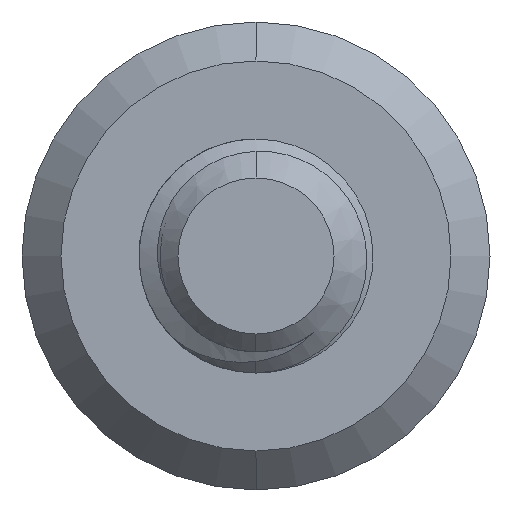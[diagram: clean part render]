
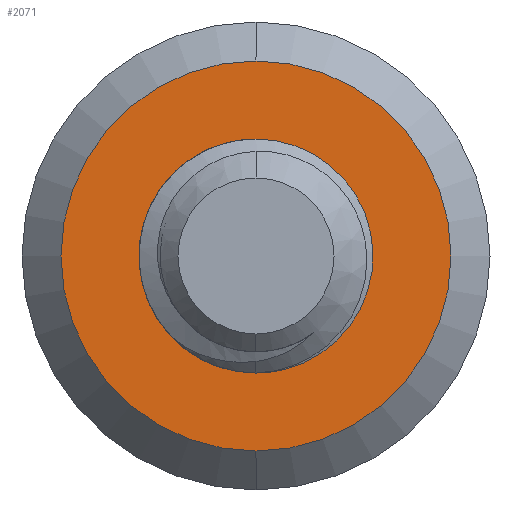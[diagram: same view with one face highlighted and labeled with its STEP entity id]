
A CAD part, left-side view. The second image highlights one B-rep face of the part: STEP entity #2071.
In plain terms, the highlighted planar face has unit normal (-1, 0, 0).
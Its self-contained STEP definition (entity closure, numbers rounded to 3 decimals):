
#45 = EDGE_CURVE ( 'NONE', #1332, #3663, #3015, .T. ) ;
#72 = CARTESIAN_POINT ( 'NONE',  ( 15., -2.536, -0.805 ) ) ;
#90 = CARTESIAN_POINT ( 'NONE',  ( 15., -2.463, 0.532 ) ) ;
#126 = AXIS2_PLACEMENT_3D ( 'NONE', #1749, #2346, #858 ) ;
#207 = CARTESIAN_POINT ( 'NONE',  ( 15., 1.921, 1.737 ) ) ;
#236 = CARTESIAN_POINT ( 'NONE',  ( 15., -0.791, 2.333 ) ) ;
#243 = CARTESIAN_POINT ( 'NONE',  ( 15., 2.659, 0.62 ) ) ;
#317 = B_SPLINE_CURVE_WITH_KNOTS ( 'NONE', 3,
 ( #3187, #2067, #3240, #1792, #868, #3222, #591, #236, #1718, #2892, #1775, #1408, #919, #1574, #3004, #341 ),
 .UNSPECIFIED., .F., .F.,
 ( 4, 2, 2, 2, 2, 2, 2, 4 ),
 ( 0., 0.001, 0.001, 0.002, 0.002, 0.003, 0.003, 0.004 ),
 .UNSPECIFIED. ) ;
#325 = EDGE_LOOP ( 'NONE', ( #3147, #1177 ) ) ;
#340 = DIRECTION ( 'NONE',  ( 0., 0., -1. ) ) ;
#341 = CARTESIAN_POINT ( 'NONE',  ( 15., 0.941, 2.272 ) ) ;
#392 = CARTESIAN_POINT ( 'NONE',  ( 15., -2.41, -1.234 ) ) ;
#417 = FACE_OUTER_BOUND ( 'NONE', #325, .T. ) ;
#437 = ORIENTED_EDGE ( 'NONE', *, *, #2521, .F. ) ;
#477 = ORIENTED_EDGE ( 'NONE', *, *, #779, .F. ) ;
#528 = CARTESIAN_POINT ( 'NONE',  ( 15., 2.228, 1.41 ) ) ;
#530 = DIRECTION ( 'NONE',  ( 0., 0., -1. ) ) ;
#591 = CARTESIAN_POINT ( 'NONE',  ( 15., -1.088, 2.211 ) ) ;
#630 = CARTESIAN_POINT ( 'NONE',  ( 15., 0., 0. ) ) ;
#658 = DIRECTION ( 'NONE',  ( 0., 0., 1. ) ) ;
#666 = VERTEX_POINT ( 'NONE', #3387 ) ;
#674 = AXIS2_PLACEMENT_3D ( 'NONE', #3592, #1281, #658 ) ;
#683 = CARTESIAN_POINT ( 'NONE',  ( 15., -2.567, 0.091 ) ) ;
#739 = CIRCLE ( 'NONE', #674, 3. ) ;
#762 = CARTESIAN_POINT ( 'NONE',  ( 15., 1.363, 2.119 ) ) ;
#779 = EDGE_CURVE ( 'NONE', #1811, #1994, #3778, .T. ) ;
#806 = EDGE_LOOP ( 'NONE', ( #1372, #477, #1097, #437 ) ) ;
#823 = CARTESIAN_POINT ( 'NONE',  ( 15., 3., 0. ) ) ;
#838 = CARTESIAN_POINT ( 'NONE',  ( 15., 0., -3. ) ) ;
#858 = DIRECTION ( 'NONE',  ( 0., 0., -1. ) ) ;
#868 = CARTESIAN_POINT ( 'NONE',  ( 15., -1.498, 1.957 ) ) ;
#910 = CARTESIAN_POINT ( 'NONE',  ( 15., -0.226, -2.98 ) ) ;
#919 = CARTESIAN_POINT ( 'NONE',  ( 15., 0.324, 2.443 ) ) ;
#931 = CARTESIAN_POINT ( 'NONE',  ( 15., -1.951, -2.003 ) ) ;
#1073 = CARTESIAN_POINT ( 'NONE',  ( 15., 2.576, 0.832 ) ) ;
#1097 = ORIENTED_EDGE ( 'NONE', *, *, #1859, .F. ) ;
#1177 = ORIENTED_EDGE ( 'NONE', *, *, #45, .T. ) ;
#1180 = EDGE_CURVE ( 'NONE', #1994, #2740, #739, .T. ) ;
#1207 = CARTESIAN_POINT ( 'NONE',  ( 15., 0., -3. ) ) ;
#1281 = DIRECTION ( 'NONE',  ( -1., 0., 0. ) ) ;
#1332 = VERTEX_POINT ( 'NONE', #2250 ) ;
#1372 = ORIENTED_EDGE ( 'NONE', *, *, #1180, .F. ) ;
#1383 = CARTESIAN_POINT ( 'NONE',  ( 15., 2.668, -1.148 ) ) ;
#1408 = CARTESIAN_POINT ( 'NONE',  ( 15., 0.162, 2.459 ) ) ;
#1416 = CARTESIAN_POINT ( 'NONE',  ( 15., 2.796, -0.037 ) ) ;
#1469 = B_SPLINE_CURVE_WITH_KNOTS ( 'NONE', 3,
 ( #1207, #910, #3016, #2402, #2731, #3575, #2096, #931, #2117, #2712, #392, #72, #3596, #1840, #683, #90, #3614, #1862 ),
 .UNSPECIFIED., .F., .F.,
 ( 4, 2, 2, 2, 2, 2, 2, 2, 4 ),
 ( 0., 0.001, 0.001, 0.002, 0.003, 0.003, 0.004, 0.005, 0.005 ),
 .UNSPECIFIED. ) ;
#1574 = CARTESIAN_POINT ( 'NONE',  ( 15., 0.637, 2.38 ) ) ;
#1718 = CARTESIAN_POINT ( 'NONE',  ( 15., -0.635, 2.381 ) ) ;
#1749 = CARTESIAN_POINT ( 'NONE',  ( 15., 0., 0. ) ) ;
#1775 = CARTESIAN_POINT ( 'NONE',  ( 15., -0.161, 2.459 ) ) ;
#1792 = CARTESIAN_POINT ( 'NONE',  ( 15., -1.624, 1.853 ) ) ;
#1811 = VERTEX_POINT ( 'NONE', #3258 ) ;
#1840 = CARTESIAN_POINT ( 'NONE',  ( 15., -2.587, -0.131 ) ) ;
#1859 = EDGE_CURVE ( 'NONE', #666, #1811, #317, .T. ) ;
#1862 = CARTESIAN_POINT ( 'NONE',  ( 15., -2.272, 0.941 ) ) ;
#1964 = CARTESIAN_POINT ( 'NONE',  ( 15., 2.797, -0.489 ) ) ;
#1983 = CARTESIAN_POINT ( 'NONE',  ( 15., 2.267, -1.948 ) ) ;
#1984 = AXIS2_PLACEMENT_3D ( 'NONE', #630, #2981, #340 ) ;
#1994 = VERTEX_POINT ( 'NONE', #2199 ) ;
#2067 = CARTESIAN_POINT ( 'NONE',  ( 15., -2.147, 1.241 ) ) ;
#2071 = ADVANCED_FACE ( 'NONE', ( #417, #3370 ), #3080, .F. ) ;
#2096 = CARTESIAN_POINT ( 'NONE',  ( 15., -1.633, -2.322 ) ) ;
#2117 = CARTESIAN_POINT ( 'NONE',  ( 15., -2.089, -1.828 ) ) ;
#2199 = CARTESIAN_POINT ( 'NONE',  ( 15., 2.121, -2.121 ) ) ;
#2235 = CARTESIAN_POINT ( 'NONE',  ( 15., 2.59, -1.363 ) ) ;
#2250 = CARTESIAN_POINT ( 'NONE',  ( 15., 0., 5. ) ) ;
#2253 = CARTESIAN_POINT ( 'NONE',  ( 15., 2.389, -1.761 ) ) ;
#2346 = DIRECTION ( 'NONE',  ( -1., 0., 0. ) ) ;
#2402 = CARTESIAN_POINT ( 'NONE',  ( 15., -0.869, -2.794 ) ) ;
#2521 = EDGE_CURVE ( 'NONE', #2740, #666, #1469, .T. ) ;
#2559 = CARTESIAN_POINT ( 'NONE',  ( 15., 2.121, -2.121 ) ) ;
#2593 = CIRCLE ( 'NONE', #1984, 5. ) ;
#2712 = CARTESIAN_POINT ( 'NONE',  ( 15., -2.318, -1.443 ) ) ;
#2731 = CARTESIAN_POINT ( 'NONE',  ( 15., -1.076, -2.697 ) ) ;
#2740 = VERTEX_POINT ( 'NONE', #838 ) ;
#2847 = CARTESIAN_POINT ( 'NONE',  ( 15., 1.159, 2.209 ) ) ;
#2882 = CARTESIAN_POINT ( 'NONE',  ( 15., 1.746, 1.882 ) ) ;
#2892 = CARTESIAN_POINT ( 'NONE',  ( 15., -0.32, 2.443 ) ) ;
#2981 = DIRECTION ( 'NONE',  ( -1., 0., 0. ) ) ;
#3004 = CARTESIAN_POINT ( 'NONE',  ( 15., 0.791, 2.334 ) ) ;
#3015 = CIRCLE ( 'NONE', #126, 5. ) ;
#3016 = CARTESIAN_POINT ( 'NONE',  ( 15., -0.444, -2.935 ) ) ;
#3080 = PLANE ( 'NONE',  #3640 ) ;
#3086 = EDGE_CURVE ( 'NONE', #3663, #1332, #2593, .T. ) ;
#3119 = CARTESIAN_POINT ( 'NONE',  ( 15., 2.771, -0.712 ) ) ;
#3147 = ORIENTED_EDGE ( 'NONE', *, *, #3086, .T. ) ;
#3178 = CARTESIAN_POINT ( 'NONE',  ( 15., 0.941, 2.272 ) ) ;
#3187 = CARTESIAN_POINT ( 'NONE',  ( 15., -2.272, 0.941 ) ) ;
#3222 = CARTESIAN_POINT ( 'NONE',  ( 15., -1.229, 2.135 ) ) ;
#3240 = CARTESIAN_POINT ( 'NONE',  ( 15., -1.964, 1.514 ) ) ;
#3258 = CARTESIAN_POINT ( 'NONE',  ( 15., 0.941, 2.272 ) ) ;
#3370 = FACE_BOUND ( 'NONE', #806, .T. ) ;
#3387 = CARTESIAN_POINT ( 'NONE',  ( 15., -2.272, 0.941 ) ) ;
#3428 = CARTESIAN_POINT ( 'NONE',  ( 15., 2.769, 0.185 ) ) ;
#3481 = CARTESIAN_POINT ( 'NONE',  ( 15., 2.362, 1.225 ) ) ;
#3575 = CARTESIAN_POINT ( 'NONE',  ( 15., -1.456, -2.462 ) ) ;
#3592 = CARTESIAN_POINT ( 'NONE',  ( 15., 0., 0. ) ) ;
#3596 = CARTESIAN_POINT ( 'NONE',  ( 15., -2.572, -0.58 ) ) ;
#3614 = CARTESIAN_POINT ( 'NONE',  ( 15., -2.382, 0.743 ) ) ;
#3640 = AXIS2_PLACEMENT_3D ( 'NONE', #823, #3797, #530 ) ;
#3663 = VERTEX_POINT ( 'NONE', #3740 ) ;
#3740 = CARTESIAN_POINT ( 'NONE',  ( 15., 0., -5. ) ) ;
#3778 = B_SPLINE_CURVE_WITH_KNOTS ( 'NONE', 3,
 ( #3178, #2847, #762, #2882, #207, #528, #3481, #1073, #243, #3428, #1416, #1964, #3119, #1383, #2235, #2253, #1983, #2559 ),
 .UNSPECIFIED., .F., .F.,
 ( 4, 2, 2, 2, 2, 2, 2, 2, 4 ),
 ( 0., 0.001, 0.001, 0.002, 0.003, 0.003, 0.004, 0.005, 0.005 ),
 .UNSPECIFIED. ) ;
#3797 = DIRECTION ( 'NONE',  ( 1., 0., 0. ) ) ;
